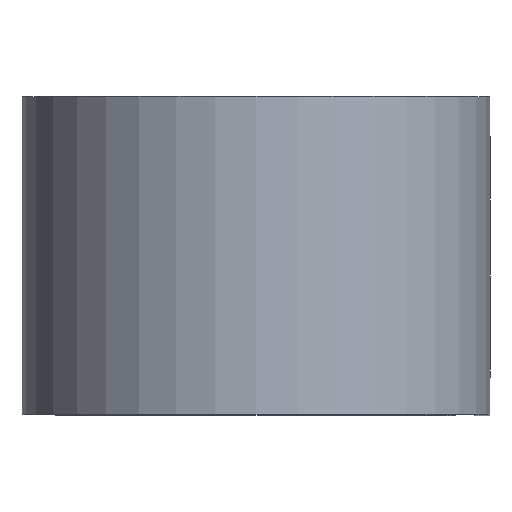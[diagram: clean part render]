
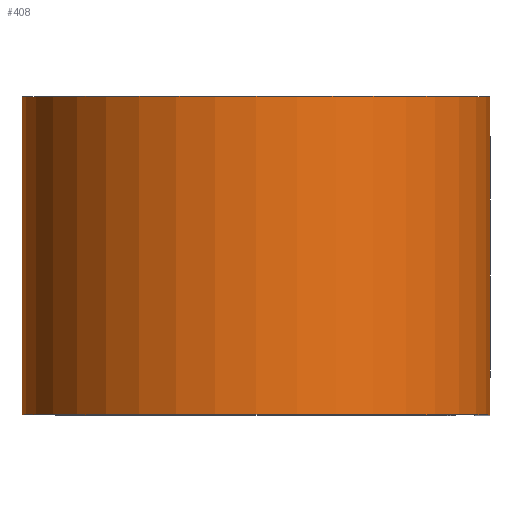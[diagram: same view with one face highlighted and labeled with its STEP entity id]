
A CAD part, top view. The second image highlights one B-rep face of the part: STEP entity #408.
In plain terms, the highlighted cylindrical face has radius 18.682 mm (diameter 37.363 mm), a partial arc.
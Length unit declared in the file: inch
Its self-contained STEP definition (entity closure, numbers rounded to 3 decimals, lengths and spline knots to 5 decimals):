
#32 = FACE_OUTER_BOUND ( 'NONE', #120, .T. ) ;
#40 = CARTESIAN_POINT ( 'NONE',  ( 0., 0.5, -0.7355 ) ) ;
#41 = EDGE_CURVE ( 'NONE', #642, #286, #664, .T. ) ;
#51 = DIRECTION ( 'NONE',  ( 0., -1., 0. ) ) ;
#59 = CARTESIAN_POINT ( 'NONE',  ( 0.7355, 0.5, 0. ) ) ;
#65 = VECTOR ( 'NONE', #51, 39.37008 ) ;
#112 = ORIENTED_EDGE ( 'NONE', *, *, #597, .F. ) ;
#120 = EDGE_LOOP ( 'NONE', ( #693, #112, #441, #716 ) ) ;
#127 = VERTEX_POINT ( 'NONE', #442 ) ;
#159 = VECTOR ( 'NONE', #321, 39.37008 ) ;
#160 = CARTESIAN_POINT ( 'NONE',  ( 0., 0.5, 0. ) ) ;
#231 = EDGE_CURVE ( 'NONE', #707, #127, #726, .T. ) ;
#252 = DIRECTION ( 'NONE',  ( 0., 1., 0. ) ) ;
#286 = VERTEX_POINT ( 'NONE', #453 ) ;
#312 = DIRECTION ( 'NONE',  ( 1., 0., 0. ) ) ;
#321 = DIRECTION ( 'NONE',  ( 0., -1., 0. ) ) ;
#333 = CARTESIAN_POINT ( 'NONE',  ( 0., 0.5, -0.7355 ) ) ;
#408 = ADVANCED_FACE ( 'NONE', ( #32 ), #468, .T. ) ;
#441 = ORIENTED_EDGE ( 'NONE', *, *, #41, .F. ) ;
#442 = CARTESIAN_POINT ( 'NONE',  ( 0.7355, -0.5, 0. ) ) ;
#443 = LINE ( 'NONE', #333, #159 ) ;
#453 = CARTESIAN_POINT ( 'NONE',  ( 0.7355, 0.5, 0. ) ) ;
#455 = DIRECTION ( 'NONE',  ( 0., -1., 0. ) ) ;
#468 = CYLINDRICAL_SURFACE ( 'NONE', #671, 0.7355 ) ;
#480 = CARTESIAN_POINT ( 'NONE',  ( 0., 0.5, 0. ) ) ;
#485 = DIRECTION ( 'NONE',  ( 0., 0., -1. ) ) ;
#573 = DIRECTION ( 'NONE',  ( 1., 0., 0. ) ) ;
#574 = DIRECTION ( 'NONE',  ( 0., 1., 0. ) ) ;
#581 = CARTESIAN_POINT ( 'NONE',  ( 0., -0.5, 0. ) ) ;
#597 = EDGE_CURVE ( 'NONE', #286, #127, #619, .T. ) ;
#617 = AXIS2_PLACEMENT_3D ( 'NONE', #160, #252, #312 ) ;
#619 = LINE ( 'NONE', #59, #65 ) ;
#642 = VERTEX_POINT ( 'NONE', #40 ) ;
#663 = EDGE_CURVE ( 'NONE', #642, #707, #443, .T. ) ;
#664 = CIRCLE ( 'NONE', #617, 0.7355 ) ;
#671 = AXIS2_PLACEMENT_3D ( 'NONE', #480, #455, #485 ) ;
#689 = AXIS2_PLACEMENT_3D ( 'NONE', #581, #574, #573 ) ;
#693 = ORIENTED_EDGE ( 'NONE', *, *, #231, .T. ) ;
#707 = VERTEX_POINT ( 'NONE', #733 ) ;
#716 = ORIENTED_EDGE ( 'NONE', *, *, #663, .T. ) ;
#726 = CIRCLE ( 'NONE', #689, 0.7355 ) ;
#733 = CARTESIAN_POINT ( 'NONE',  ( 0., -0.5, -0.7355 ) ) ;
